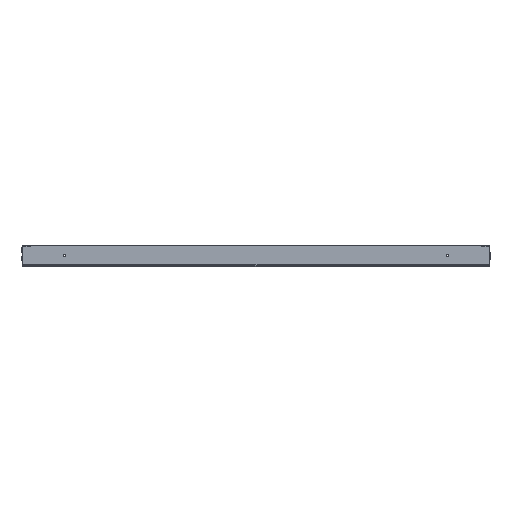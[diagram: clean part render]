
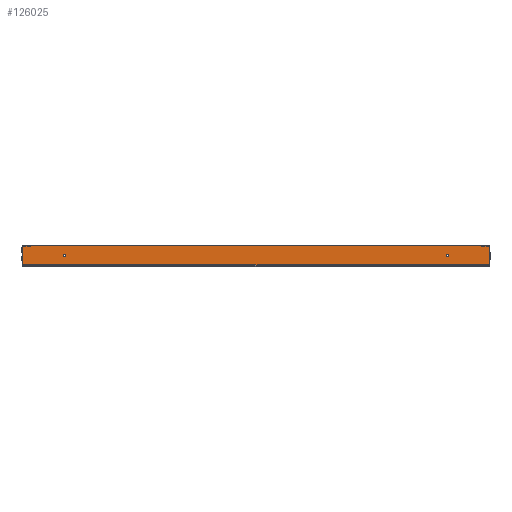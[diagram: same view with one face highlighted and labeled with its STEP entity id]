
A CAD part, front view. The second image highlights one B-rep face of the part: STEP entity #126025.
In plain terms, the highlighted planar face has unit normal (0, -1, 0).
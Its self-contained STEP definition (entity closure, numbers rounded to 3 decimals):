
#579 = EDGE_CURVE ( 'NONE', #83239, #31712, #107220, .T. ) ;
#1164 = AXIS2_PLACEMENT_3D ( 'NONE', #47416, #39740, #70273 ) ;
#6122 = ORIENTED_EDGE ( 'NONE', *, *, #72342, .T. ) ;
#7448 = AXIS2_PLACEMENT_3D ( 'NONE', #88694, #89371, #51186 ) ;
#7499 = DIRECTION ( 'NONE',  ( 0., 0., 1. ) ) ;
#8331 = VERTEX_POINT ( 'NONE', #118979 ) ;
#10332 = AXIS2_PLACEMENT_3D ( 'NONE', #79623, #80315, #121612 ) ;
#15069 = LINE ( 'NONE', #107285, #68326 ) ;
#15865 = AXIS2_PLACEMENT_3D ( 'NONE', #57482, #112821, #78527 ) ;
#20791 = LINE ( 'NONE', #112331, #65629 ) ;
#20850 = DIRECTION ( 'NONE',  ( 0., 0., 1. ) ) ;
#21904 = ORIENTED_EDGE ( 'NONE', *, *, #93883, .F. ) ;
#27199 = FACE_BOUND ( 'NONE', #43701, .T. ) ;
#31156 = CARTESIAN_POINT ( 'NONE',  ( -546.859, -900., 48. ) ) ;
#31712 = VERTEX_POINT ( 'NONE', #31156 ) ;
#32503 = CARTESIAN_POINT ( 'NONE',  ( -547.859, -900., 0. ) ) ;
#32969 = AXIS2_PLACEMENT_3D ( 'NONE', #108556, #69888, #7499 ) ;
#34102 = VERTEX_POINT ( 'NONE', #41866 ) ;
#36058 = DIRECTION ( 'NONE',  ( -1., 0., 0. ) ) ;
#37063 = ORIENTED_EDGE ( 'NONE', *, *, #89253, .T. ) ;
#38096 = ORIENTED_EDGE ( 'NONE', *, *, #63934, .T. ) ;
#39240 = VERTEX_POINT ( 'NONE', #47837 ) ;
#39740 = DIRECTION ( 'NONE',  ( 0., 1., 0. ) ) ;
#40567 = CARTESIAN_POINT ( 'NONE',  ( -547.859, -900., 2. ) ) ;
#41866 = CARTESIAN_POINT ( 'NONE',  ( -547.859, -900., 47. ) ) ;
#42103 = CIRCLE ( 'NONE', #7448, 3. ) ;
#43701 = EDGE_LOOP ( 'NONE', ( #52431, #123911 ) ) ;
#44276 = DIRECTION ( 'NONE',  ( -1., 0., 0. ) ) ;
#45153 = VERTEX_POINT ( 'NONE', #72309 ) ;
#47059 = EDGE_CURVE ( 'NONE', #8331, #39240, #20791, .T. ) ;
#47414 = EDGE_LOOP ( 'NONE', ( #61211, #38096 ) ) ;
#47416 = CARTESIAN_POINT ( 'NONE',  ( 450., -900., 24. ) ) ;
#47837 = CARTESIAN_POINT ( 'NONE',  ( 547.859, -900., 47. ) ) ;
#51186 = DIRECTION ( 'NONE',  ( 0., 0., 1. ) ) ;
#52034 = VERTEX_POINT ( 'NONE', #126669 ) ;
#52344 = VECTOR ( 'NONE', #72536, 1000. ) ;
#52431 = ORIENTED_EDGE ( 'NONE', *, *, #93375, .T. ) ;
#54765 = VERTEX_POINT ( 'NONE', #92755 ) ;
#57078 = CARTESIAN_POINT ( 'NONE',  ( 0., -900., 48. ) ) ;
#57482 = CARTESIAN_POINT ( 'NONE',  ( 546.859, -900., 47. ) ) ;
#61211 = ORIENTED_EDGE ( 'NONE', *, *, #91038, .T. ) ;
#63035 = LINE ( 'NONE', #32503, #52344 ) ;
#63336 = CARTESIAN_POINT ( 'NONE',  ( 450., -900., 24. ) ) ;
#63934 = EDGE_CURVE ( 'NONE', #45153, #66166, #42103, .T. ) ;
#63995 = DIRECTION ( 'NONE',  ( 0., 1., 0. ) ) ;
#65629 = VECTOR ( 'NONE', #111001, 1000. ) ;
#66166 = VERTEX_POINT ( 'NONE', #77690 ) ;
#67235 = FACE_BOUND ( 'NONE', #47414, .T. ) ;
#68326 = VECTOR ( 'NONE', #44276, 1000. ) ;
#68543 = FACE_OUTER_BOUND ( 'NONE', #77734, .T. ) ;
#69888 = DIRECTION ( 'NONE',  ( 0., 1., 0. ) ) ;
#69980 = VECTOR ( 'NONE', #36058, 1000. ) ;
#70273 = DIRECTION ( 'NONE',  ( 0., 0., 1. ) ) ;
#72309 = CARTESIAN_POINT ( 'NONE',  ( -450., -900., 21. ) ) ;
#72342 = EDGE_CURVE ( 'NONE', #31712, #34102, #109937, .T. ) ;
#72411 = DIRECTION ( 'NONE',  ( 0., 1., 0. ) ) ;
#72536 = DIRECTION ( 'NONE',  ( 0., 0., 1. ) ) ;
#73774 = ORIENTED_EDGE ( 'NONE', *, *, #124489, .F. ) ;
#77690 = CARTESIAN_POINT ( 'NONE',  ( -450., -900., 27. ) ) ;
#77734 = EDGE_LOOP ( 'NONE', ( #90266, #6122, #73774, #21904, #120613, #37063 ) ) ;
#78527 = DIRECTION ( 'NONE',  ( 0., 0., 1. ) ) ;
#79623 = CARTESIAN_POINT ( 'NONE',  ( -546.859, -900., 47. ) ) ;
#80315 = DIRECTION ( 'NONE',  ( 0., -1., 0. ) ) ;
#83239 = VERTEX_POINT ( 'NONE', #102334 ) ;
#85219 = CIRCLE ( 'NONE', #15865, 1. ) ;
#86380 = DIRECTION ( 'NONE',  ( 0., 0., 1. ) ) ;
#88694 = CARTESIAN_POINT ( 'NONE',  ( -450., -900., 24. ) ) ;
#89253 = EDGE_CURVE ( 'NONE', #39240, #83239, #85219, .T. ) ;
#89371 = DIRECTION ( 'NONE',  ( 0., 1., 0. ) ) ;
#90266 = ORIENTED_EDGE ( 'NONE', *, *, #579, .T. ) ;
#91038 = EDGE_CURVE ( 'NONE', #66166, #45153, #119581, .T. ) ;
#92053 = CIRCLE ( 'NONE', #1164, 3. ) ;
#92755 = CARTESIAN_POINT ( 'NONE',  ( 450., -900., 21. ) ) ;
#93375 = EDGE_CURVE ( 'NONE', #52034, #54765, #92053, .T. ) ;
#93883 = EDGE_CURVE ( 'NONE', #8331, #101853, #15069, .T. ) ;
#99386 = CIRCLE ( 'NONE', #105835, 3. ) ;
#100050 = AXIS2_PLACEMENT_3D ( 'NONE', #103562, #72411, #20850 ) ;
#101853 = VERTEX_POINT ( 'NONE', #40567 ) ;
#102334 = CARTESIAN_POINT ( 'NONE',  ( 546.859, -900., 48. ) ) ;
#103562 = CARTESIAN_POINT ( 'NONE',  ( -450., -900., 24. ) ) ;
#105835 = AXIS2_PLACEMENT_3D ( 'NONE', #63336, #63995, #86380 ) ;
#107220 = LINE ( 'NONE', #57078, #69980 ) ;
#107285 = CARTESIAN_POINT ( 'NONE',  ( -550., -900., 2. ) ) ;
#108556 = CARTESIAN_POINT ( 'NONE',  ( 0., -900., 0. ) ) ;
#109937 = CIRCLE ( 'NONE', #10332, 1. ) ;
#111001 = DIRECTION ( 'NONE',  ( 0., 0., 1. ) ) ;
#111499 = EDGE_CURVE ( 'NONE', #54765, #52034, #99386, .T. ) ;
#112331 = CARTESIAN_POINT ( 'NONE',  ( 547.859, -900., 0. ) ) ;
#112821 = DIRECTION ( 'NONE',  ( 0., -1., 0. ) ) ;
#118979 = CARTESIAN_POINT ( 'NONE',  ( 547.859, -900., 2. ) ) ;
#119581 = CIRCLE ( 'NONE', #100050, 3. ) ;
#120613 = ORIENTED_EDGE ( 'NONE', *, *, #47059, .T. ) ;
#120720 = PLANE ( 'NONE',  #32969 ) ;
#121612 = DIRECTION ( 'NONE',  ( 0., 0., 1. ) ) ;
#123911 = ORIENTED_EDGE ( 'NONE', *, *, #111499, .T. ) ;
#124489 = EDGE_CURVE ( 'NONE', #101853, #34102, #63035, .T. ) ;
#126025 = ADVANCED_FACE ( 'NONE', ( #67235, #27199, #68543 ), #120720, .F. ) ;
#126669 = CARTESIAN_POINT ( 'NONE',  ( 450., -900., 27. ) ) ;
